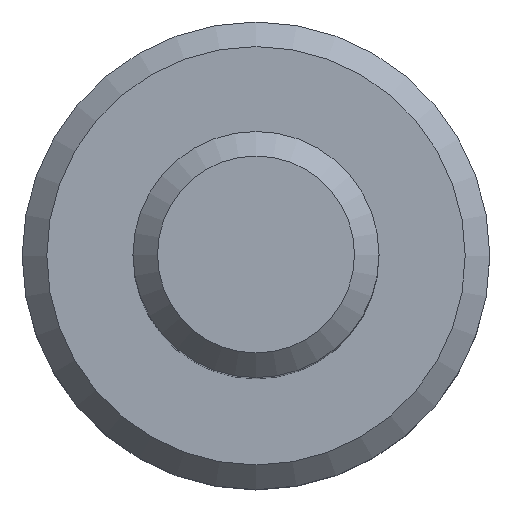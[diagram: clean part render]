
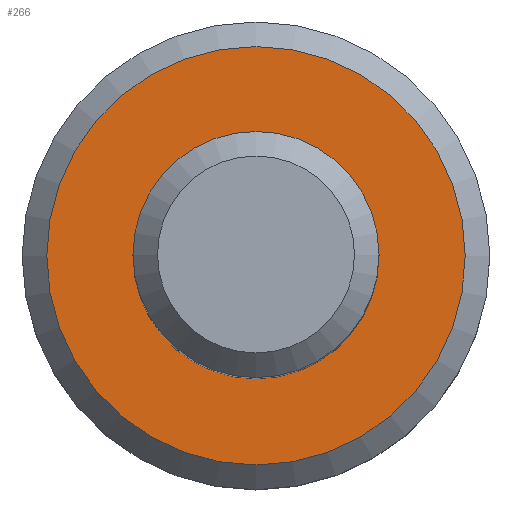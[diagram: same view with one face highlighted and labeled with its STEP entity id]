
A CAD part, top view. The second image highlights one B-rep face of the part: STEP entity #266.
In plain terms, the highlighted planar face has unit normal (0, 0, 1).
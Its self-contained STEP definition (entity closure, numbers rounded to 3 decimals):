
#22=FACE_BOUND('',#62,.T.);
#24=PLANE('',#311);
#39=FACE_OUTER_BOUND('',#61,.T.);
#61=EDGE_LOOP('',(#200));
#62=EDGE_LOOP('',(#201));
#122=CIRCLE('',#310,1.7);
#123=CIRCLE('',#312,1.);
#135=VERTEX_POINT('',#443);
#136=VERTEX_POINT('',#447);
#157=EDGE_CURVE('',#135,#135,#122,.T.);
#158=EDGE_CURVE('',#136,#136,#123,.T.);
#200=ORIENTED_EDGE('',*,*,#157,.F.);
#201=ORIENTED_EDGE('',*,*,#158,.T.);
#266=ADVANCED_FACE('',(#39,#22),#24,.T.);
#310=AXIS2_PLACEMENT_3D('',#445,#362,#363);
#311=AXIS2_PLACEMENT_3D('',#446,#364,#365);
#312=AXIS2_PLACEMENT_3D('',#448,#366,#367);
#362=DIRECTION('center_axis',(0.,0.,
-1.));
#363=DIRECTION('ref_axis',(0.,1.,0.));
#364=DIRECTION('center_axis',(0.,0.,
1.));
#365=DIRECTION('ref_axis',(1.,0.,0.));
#366=DIRECTION('center_axis',(0.,0.,
-1.));
#367=DIRECTION('ref_axis',(-1.,0.,0.));
#443=CARTESIAN_POINT('',(0.,-1.7,2.));
#445=CARTESIAN_POINT('Origin',(0.,0.,
2.));
#446=CARTESIAN_POINT('Origin',(0.,1.8,2.));
#447=CARTESIAN_POINT('',(1.,0.,2.));
#448=CARTESIAN_POINT('Origin',(0.,0.,
2.));
